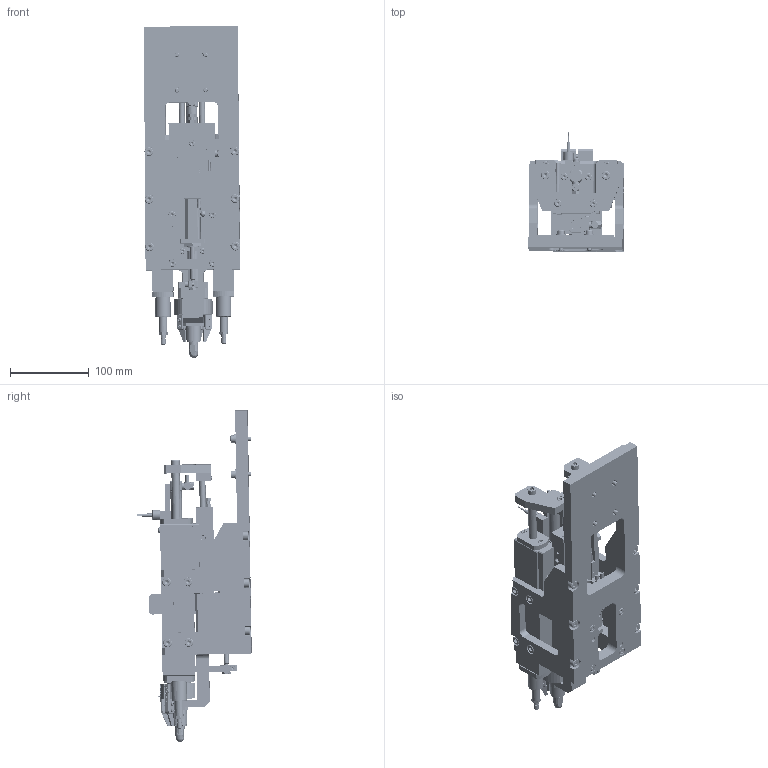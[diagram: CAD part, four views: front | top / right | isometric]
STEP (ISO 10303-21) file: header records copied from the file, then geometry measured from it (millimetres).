
FILE_DESCRIPTION(('FreeCAD Model'),'2;1');
FILE_NAME('Open CASCADE Shape Model','2025-04-17T15:35:56',('FreeCAD'),( 'FreeCAD'),'Open CASCADE STEP processor 7.6','FreeCAD','Unknown');
FILE_SCHEMA(('AUTOMOTIVE_DESIGN { 1 0 10303 214 1 1 1 1 }'));
Products named in the file (1): Open CASCADE STEP translator 7.6 1
Bounding box: 122.27 x 151.62 x 421.17 mm (x, y, z)
Volume: 1723999.4 mm3; surface area: 537022.5 mm2
Topology: 162 solids, 174 shells, 4405 faces, 10206 edges, 6254 vertices
Faces by surface type: bspline 4405
Entity records: 143611 total; most frequent: CARTESIAN_POINT 84468, ORIENTED_EDGE 19942, EDGE_CURVE 9979, VERTEX_POINT 6254, B_SPLINE_CURVE_WITH_KNOTS 5950, FACE_BOUND 5081, EDGE_LOOP 5081, ADVANCED_FACE 4405
